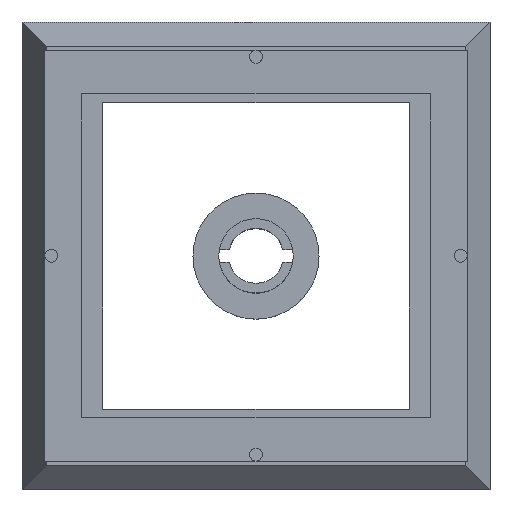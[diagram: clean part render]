
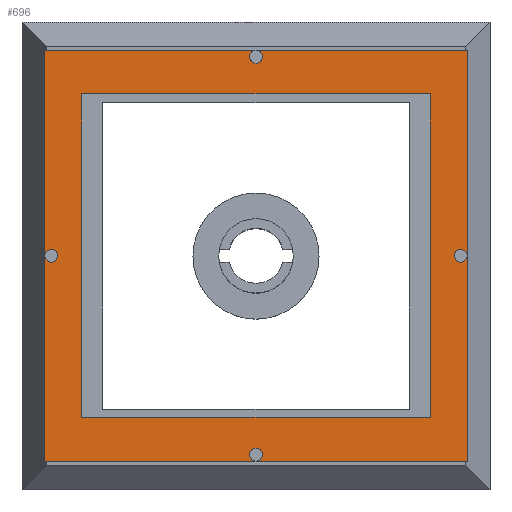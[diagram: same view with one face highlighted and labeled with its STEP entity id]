
A CAD part, top view. The second image highlights one B-rep face of the part: STEP entity #696.
In plain terms, the highlighted planar face has unit normal (0, 0, 1).
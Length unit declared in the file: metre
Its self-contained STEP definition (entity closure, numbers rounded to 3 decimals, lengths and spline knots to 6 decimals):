
#28=PLANE('',#791);
#62=CIRCLE('',#792,0.002);
#63=CIRCLE('',#793,0.002);
#64=CIRCLE('',#794,0.002);
#65=CIRCLE('',#795,0.002);
#158=ORIENTED_EDGE('',*,*,#308,.F.);
#159=ORIENTED_EDGE('',*,*,#309,.F.);
#160=ORIENTED_EDGE('',*,*,#310,.F.);
#161=ORIENTED_EDGE('',*,*,#311,.F.);
#162=ORIENTED_EDGE('',*,*,#304,.T.);
#163=ORIENTED_EDGE('',*,*,#312,.F.);
#164=ORIENTED_EDGE('',*,*,#303,.T.);
#165=ORIENTED_EDGE('',*,*,#307,.F.);
#166=ORIENTED_EDGE('',*,*,#313,.F.);
#167=ORIENTED_EDGE('',*,*,#306,.F.);
#168=ORIENTED_EDGE('',*,*,#295,.F.);
#169=ORIENTED_EDGE('',*,*,#314,.F.);
#170=ORIENTED_EDGE('',*,*,#294,.F.);
#171=ORIENTED_EDGE('',*,*,#300,.T.);
#172=ORIENTED_EDGE('',*,*,#315,.F.);
#173=ORIENTED_EDGE('',*,*,#299,.T.);
#294=EDGE_CURVE('',#376,#377,#436,.T.);
#295=EDGE_CURVE('',#377,#378,#437,.T.);
#299=EDGE_CURVE('',#381,#380,#441,.T.);
#300=EDGE_CURVE('',#376,#381,#442,.T.);
#303=EDGE_CURVE('',#384,#383,#445,.T.);
#304=EDGE_CURVE('',#380,#384,#446,.T.);
#306=EDGE_CURVE('',#378,#385,#448,.T.);
#307=EDGE_CURVE('',#385,#383,#449,.T.);
#308=EDGE_CURVE('',#386,#387,#450,.T.);
#309=EDGE_CURVE('',#388,#386,#451,.F.);
#310=EDGE_CURVE('',#389,#388,#452,.F.);
#311=EDGE_CURVE('',#387,#389,#453,.T.);
#312=EDGE_CURVE('',#384,#384,#62,.T.);
#313=EDGE_CURVE('',#385,#385,#63,.T.);
#314=EDGE_CURVE('',#377,#377,#64,.T.);
#315=EDGE_CURVE('',#381,#381,#65,.T.);
#376=VERTEX_POINT('',#1110);
#377=VERTEX_POINT('',#1112);
#378=VERTEX_POINT('',#1114);
#380=VERTEX_POINT('',#1120);
#381=VERTEX_POINT('',#1122);
#383=VERTEX_POINT('',#1128);
#384=VERTEX_POINT('',#1130);
#385=VERTEX_POINT('',#1135);
#386=VERTEX_POINT('',#1139);
#387=VERTEX_POINT('',#1140);
#388=VERTEX_POINT('',#1142);
#389=VERTEX_POINT('',#1144);
#436=LINE('',#1111,#508);
#437=LINE('',#1113,#509);
#441=LINE('',#1121,#513);
#442=LINE('',#1123,#514);
#445=LINE('',#1129,#517);
#446=LINE('',#1131,#518);
#448=LINE('',#1134,#520);
#449=LINE('',#1136,#521);
#450=LINE('',#1138,#522);
#451=LINE('',#1141,#523);
#452=LINE('',#1143,#524);
#453=LINE('',#1145,#525);
#508=VECTOR('',#910,1.);
#509=VECTOR('',#911,1.);
#513=VECTOR('',#917,1.);
#514=VECTOR('',#918,1.);
#517=VECTOR('',#923,1.);
#518=VECTOR('',#924,1.);
#520=VECTOR('',#928,1.);
#521=VECTOR('',#929,1.);
#522=VECTOR('',#932,1.);
#523=VECTOR('',#933,1.);
#524=VECTOR('',#934,1.);
#525=VECTOR('',#935,1.);
#580=EDGE_LOOP('',(#158,#159,#160,#161));
#581=EDGE_LOOP('',(#162,#163,#164,#165,#166,#167,#168,#169,#170,#171,#172,
#173));
#634=FACE_BOUND('',#580,.T.);
#635=FACE_BOUND('',#581,.T.);
#696=ADVANCED_FACE('',(#634,#635),#28,.T.);
#791=AXIS2_PLACEMENT_3D('',#1137,#930,#931);
#792=AXIS2_PLACEMENT_3D('',#1146,#936,#937);
#793=AXIS2_PLACEMENT_3D('',#1147,#938,#939);
#794=AXIS2_PLACEMENT_3D('',#1148,#940,#941);
#795=AXIS2_PLACEMENT_3D('',#1149,#942,#943);
#910=DIRECTION('',(1.,0.,0.));
#911=DIRECTION('',(1.,0.,0.));
#917=DIRECTION('',(0.,-1.,0.));
#918=DIRECTION('',(0.,-1.,0.));
#923=DIRECTION('',(1.,0.,0.));
#924=DIRECTION('',(1.,0.,0.));
#928=DIRECTION('',(0.,-1.,0.));
#929=DIRECTION('',(0.,-1.,0.));
#930=DIRECTION('',(0.,0.,1.));
#931=DIRECTION('',(1.,0.,0.));
#932=DIRECTION('',(-1.,0.,0.));
#933=DIRECTION('',(0.,-1.,0.));
#934=DIRECTION('',(-1.,0.,0.));
#935=DIRECTION('',(0.,-1.,0.));
#936=DIRECTION('',(0.,0.,1.));
#937=DIRECTION('',(1.,0.,0.));
#938=DIRECTION('',(0.,0.,1.));
#939=DIRECTION('',(1.,0.,0.));
#940=DIRECTION('',(0.,0.,1.));
#941=DIRECTION('',(1.,0.,0.));
#942=DIRECTION('',(0.,0.,1.));
#943=DIRECTION('',(1.,0.,0.));
#1110=CARTESIAN_POINT('',(-0.065322,0.06354,0.05));
#1111=CARTESIAN_POINT('',(0.,0.06354,0.05));
#1112=CARTESIAN_POINT('',(0.,0.06354,0.05));
#1113=CARTESIAN_POINT('',(0.,0.06354,0.05));
#1114=CARTESIAN_POINT('',(0.065322,0.06354,0.05));
#1120=CARTESIAN_POINT('',(-0.065322,-0.06354,0.05));
#1121=CARTESIAN_POINT('',(-0.065322,0.,0.05));
#1122=CARTESIAN_POINT('',(-0.065322,0.,0.05));
#1123=CARTESIAN_POINT('',(-0.065322,0.,0.05));
#1128=CARTESIAN_POINT('',(0.065322,-0.06354,0.05));
#1129=CARTESIAN_POINT('',(0.,-0.06354,0.05));
#1130=CARTESIAN_POINT('',(0.,-0.06354,0.05));
#1131=CARTESIAN_POINT('',(0.,-0.06354,0.05));
#1134=CARTESIAN_POINT('',(0.065322,0.,0.05));
#1135=CARTESIAN_POINT('',(0.065322,0.,0.05));
#1136=CARTESIAN_POINT('',(0.065322,0.,0.05));
#1137=CARTESIAN_POINT('',(0.,0.,0.05));
#1138=CARTESIAN_POINT('',(0.,0.050037,0.05));
#1139=CARTESIAN_POINT('',(0.05392,0.050037,0.05));
#1140=CARTESIAN_POINT('',(-0.05392,0.050037,0.05));
#1141=CARTESIAN_POINT('',(0.05392,0.,0.05));
#1142=CARTESIAN_POINT('',(0.05392,-0.050037,0.05));
#1143=CARTESIAN_POINT('',(0.,-0.050037,0.05));
#1144=CARTESIAN_POINT('',(-0.05392,-0.050037,0.05));
#1145=CARTESIAN_POINT('',(-0.05392,0.,0.05));
#1146=CARTESIAN_POINT('',(0.,-0.06154,0.05));
#1147=CARTESIAN_POINT('',(0.063322,0.,0.05));
#1148=CARTESIAN_POINT('',(0.,0.06154,0.05));
#1149=CARTESIAN_POINT('',(-0.063322,0.,0.05));
